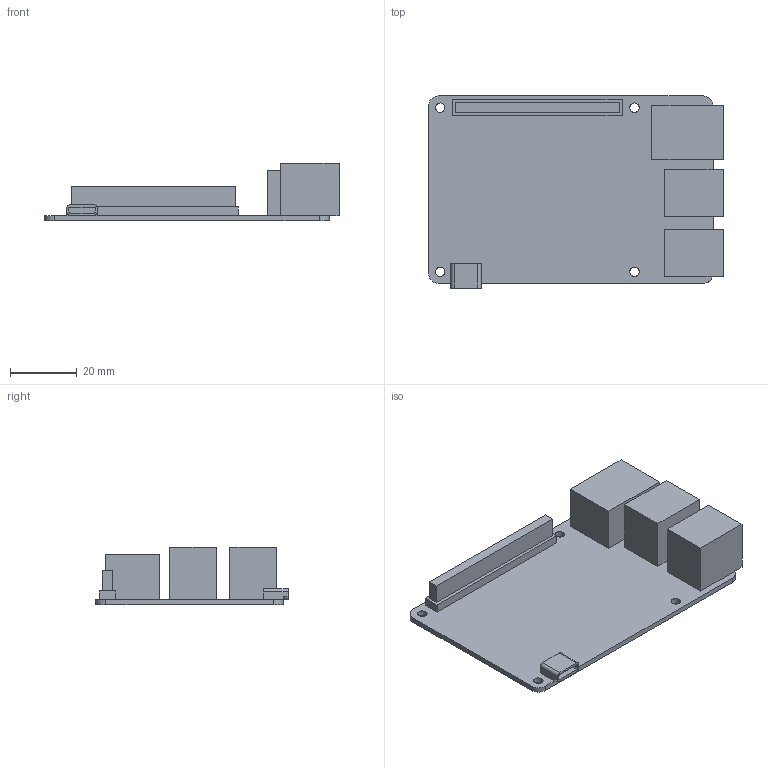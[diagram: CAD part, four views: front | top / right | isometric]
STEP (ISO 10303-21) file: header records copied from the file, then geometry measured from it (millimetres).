
FILE_DESCRIPTION(('FreeCAD Model'),'2;1');
FILE_NAME('Open CASCADE Shape Model','2021-10-07T17:31:12',('Author'),( ''),'Open CASCADE STEP processor 7.5','FreeCAD','Unknown');
FILE_SCHEMA(('AUTOMOTIVE_DESIGN { 1 0 10303 214 1 1 1 1 }'));
Length unit declared in the file: millimetre
Products named in the file (1): Body
Bounding box: 88.1 x 57.4 x 17.3 mm (x, y, z)
Volume: 18058.3 mm3; surface area: 16159.5 mm2
Topology: 1 solids, 1 shells, 90 faces, 234 edges, 154 vertices
Faces by surface type: plane 74, cylinder 16
Full cylindrical faces by diameter (mm): 2.8 x4
Entity records: 2762 total; most frequent: CARTESIAN_POINT 479, ORIENTED_EDGE 468, DIRECTION 450, EDGE_CURVE 234, LINE 200, VECTOR 200, VERTEX_POINT 154, AXIS2_PLACEMENT_3D 125
